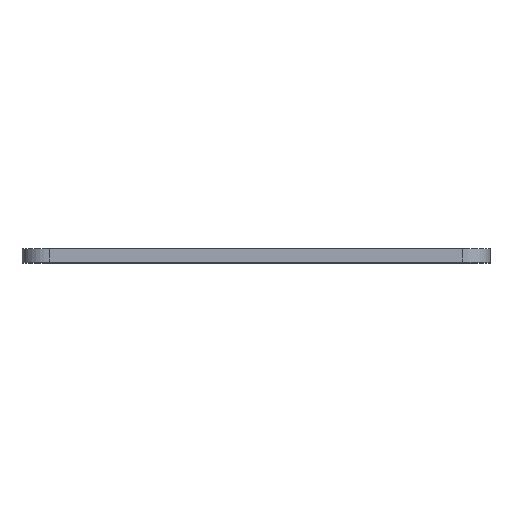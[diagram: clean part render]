
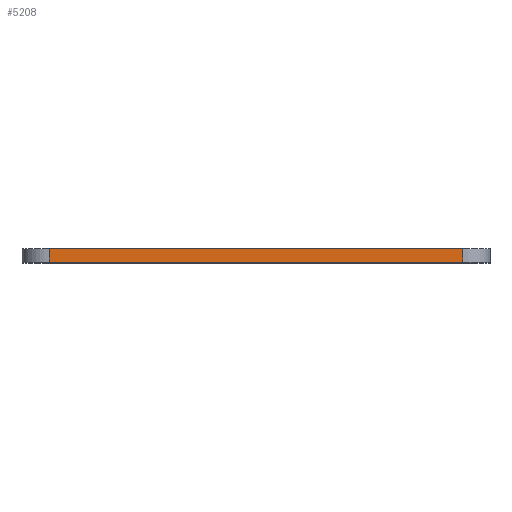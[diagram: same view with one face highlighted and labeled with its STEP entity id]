
A CAD part, top view. The second image highlights one B-rep face of the part: STEP entity #5208.
In plain terms, the highlighted planar face has unit normal (0, 0, 1).
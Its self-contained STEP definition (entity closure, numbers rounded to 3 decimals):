
#106 = CARTESIAN_POINT ( 'NONE',  ( 69., 4., 109. ) ) ;
#144 = DIRECTION ( 'NONE',  ( -1., 0., 0. ) ) ;
#302 = EDGE_LOOP ( 'NONE', ( #3284, #2898, #3186, #4863 ) ) ;
#742 = LINE ( 'NONE', #1459, #2373 ) ;
#812 = VECTOR ( 'NONE', #4284, 1000. ) ;
#933 = DIRECTION ( 'NONE',  ( 0., 1., 0. ) ) ;
#1057 = CARTESIAN_POINT ( 'NONE',  ( 69., 0., 109. ) ) ;
#1183 = PLANE ( 'NONE',  #3115 ) ;
#1368 = LINE ( 'NONE', #1057, #1643 ) ;
#1373 = LINE ( 'NONE', #3890, #812 ) ;
#1402 = EDGE_CURVE ( 'NONE', #2820, #2575, #5630, .T. ) ;
#1425 = CARTESIAN_POINT ( 'NONE',  ( -61., 4., 109. ) ) ;
#1459 = CARTESIAN_POINT ( 'NONE',  ( 61., 4., 109. ) ) ;
#1643 = VECTOR ( 'NONE', #144, 1000. ) ;
#1732 = VERTEX_POINT ( 'NONE', #4109 ) ;
#2004 = CARTESIAN_POINT ( 'NONE',  ( 61., 4., 109. ) ) ;
#2373 = VECTOR ( 'NONE', #933, 1000. ) ;
#2575 = VERTEX_POINT ( 'NONE', #1425 ) ;
#2582 = VERTEX_POINT ( 'NONE', #3218 ) ;
#2820 = VERTEX_POINT ( 'NONE', #2004 ) ;
#2898 = ORIENTED_EDGE ( 'NONE', *, *, #4807, .T. ) ;
#3037 = CARTESIAN_POINT ( 'NONE',  ( 69., 0., 109. ) ) ;
#3115 = AXIS2_PLACEMENT_3D ( 'NONE', #3037, #5309, #4375 ) ;
#3186 = ORIENTED_EDGE ( 'NONE', *, *, #3357, .F. ) ;
#3202 = EDGE_CURVE ( 'NONE', #1732, #2820, #742, .T. ) ;
#3218 = CARTESIAN_POINT ( 'NONE',  ( -61., 0., 109. ) ) ;
#3284 = ORIENTED_EDGE ( 'NONE', *, *, #1402, .T. ) ;
#3357 = EDGE_CURVE ( 'NONE', #1732, #2582, #1368, .T. ) ;
#3367 = DIRECTION ( 'NONE',  ( -1., 0., 0. ) ) ;
#3890 = CARTESIAN_POINT ( 'NONE',  ( -61., 0., 109. ) ) ;
#4109 = CARTESIAN_POINT ( 'NONE',  ( 61., 0., 109. ) ) ;
#4284 = DIRECTION ( 'NONE',  ( 0., -1., 0. ) ) ;
#4375 = DIRECTION ( 'NONE',  ( 1., 0., 0. ) ) ;
#4517 = FACE_OUTER_BOUND ( 'NONE', #302, .T. ) ;
#4796 = VECTOR ( 'NONE', #3367, 1000. ) ;
#4807 = EDGE_CURVE ( 'NONE', #2575, #2582, #1373, .T. ) ;
#4863 = ORIENTED_EDGE ( 'NONE', *, *, #3202, .T. ) ;
#5208 = ADVANCED_FACE ( 'NONE', ( #4517 ), #1183, .T. ) ;
#5309 = DIRECTION ( 'NONE',  ( 0., 0., 1. ) ) ;
#5630 = LINE ( 'NONE', #106, #4796 ) ;
